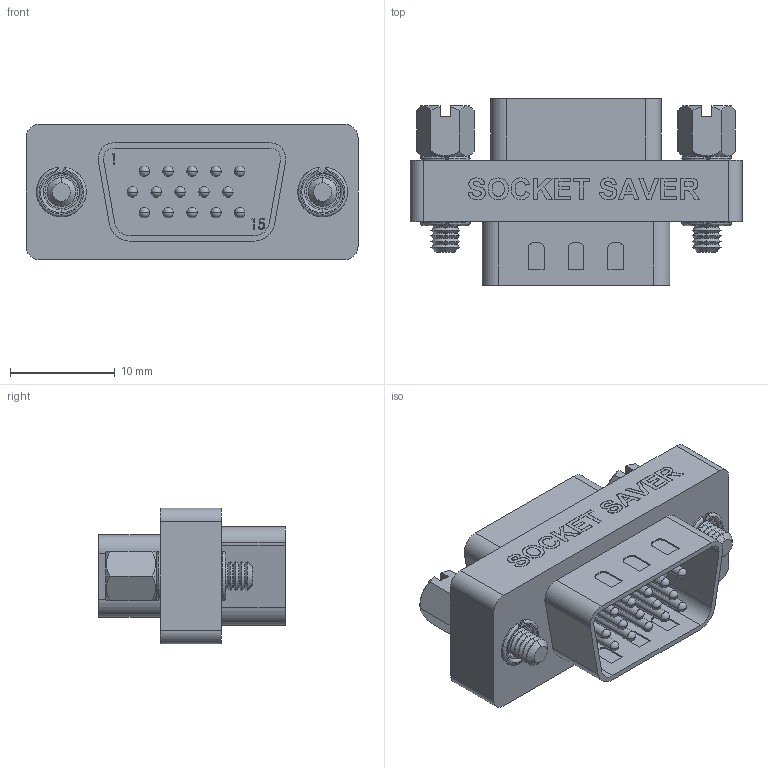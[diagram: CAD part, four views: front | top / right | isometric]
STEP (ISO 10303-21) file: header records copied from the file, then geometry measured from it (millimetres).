
FILE_DESCRIPTION (( 'STEP AP214' ), '1' );
FILE_NAME ('DGBH15MF_3D.STEP', '2021-01-21T22:12:05', ( '' ), ( '' ), 'SwSTEP 2.0', 'SolidWorks 2018', '' );
FILE_SCHEMA (( 'AUTOMOTIVE_DESIGN' ));
Length unit declared in the file: inch
Products named in the file (5): SDH15P_Without Mounting Flange and Solder Cups; SDH15S_Without Mounting Flange and Solder Cups; DGBH15MF_3D; DGB15MF-MA1; 3AA05-002
Assembly tree (5 placements, depth 2):
  DGBH15MF_3D
    DGB15MF-MA1
    SDH15S_Without Mounting Flange and Solder Cups
    SDH15P_Without Mounting Flange and Solder Cups
    3AA05-002  x2
Bounding box: 31.75 x 17.86 x 12.95 mm (x, y, z)
Volume: 3381.9 mm3; surface area: 3827.8 mm2
Topology: 5 solids, 5 shells, 717 faces, 1833 edges, 1169 vertices
Faces by surface type: plane 324, cylinder 164, bspline 115, cone 60, sphere 42, torus 12
Entity records: 32564 total; most frequent: CARTESIAN_POINT 10861, ORIENTED_EDGE 3238, DIRECTION 2835, EDGE_CURVE 1619, VERTEX_POINT 1054, VECTOR 995, LINE 995, AXIS2_PLACEMENT_3D 920
